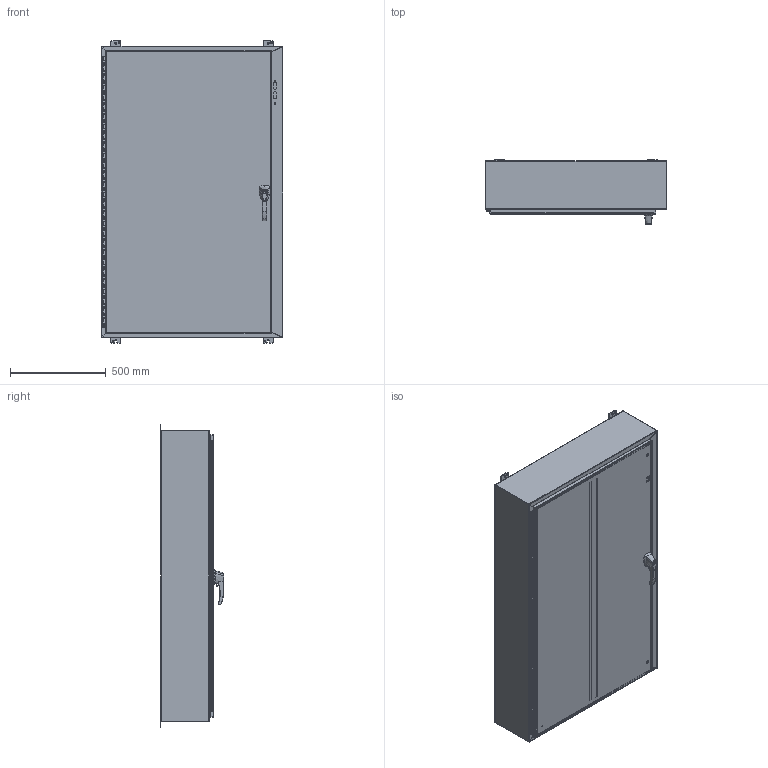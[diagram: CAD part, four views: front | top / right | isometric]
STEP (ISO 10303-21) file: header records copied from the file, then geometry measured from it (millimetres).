
FILE_DESCRIPTION (( 'STEP AP203' ), '1' );
FILE_NAME ('1447SL10HK_Default.step', '2019-11-12T13:26:30', ( '' ), ( '' ), 'SwSTEP 2.0', 'SolidWorks 2019', '' );
FILE_SCHEMA (( 'CONFIG_CONTROL_DESIGN' ));
Products named in the file (1): 1447SL10HK_Default
Bounding box: 949.33 x 334.7 x 1581.15 mm (x, y, z)
Volume: 12439928.7 mm3; surface area: 12550555.6 mm2
Topology: 71 solids, 72 shells, 2172 faces, 5540 edges, 3573 vertices
Faces by surface type: plane 1084, cylinder 886, bspline 139, cone 63
Entity records: 104156 total; most frequent: CARTESIAN_POINT 51393, ORIENTED_EDGE 11068, DIRECTION 10817, EDGE_CURVE 5534, AXIS2_PLACEMENT_3D 3727, VERTEX_POINT 3573, VECTOR 3363, LINE 3363
